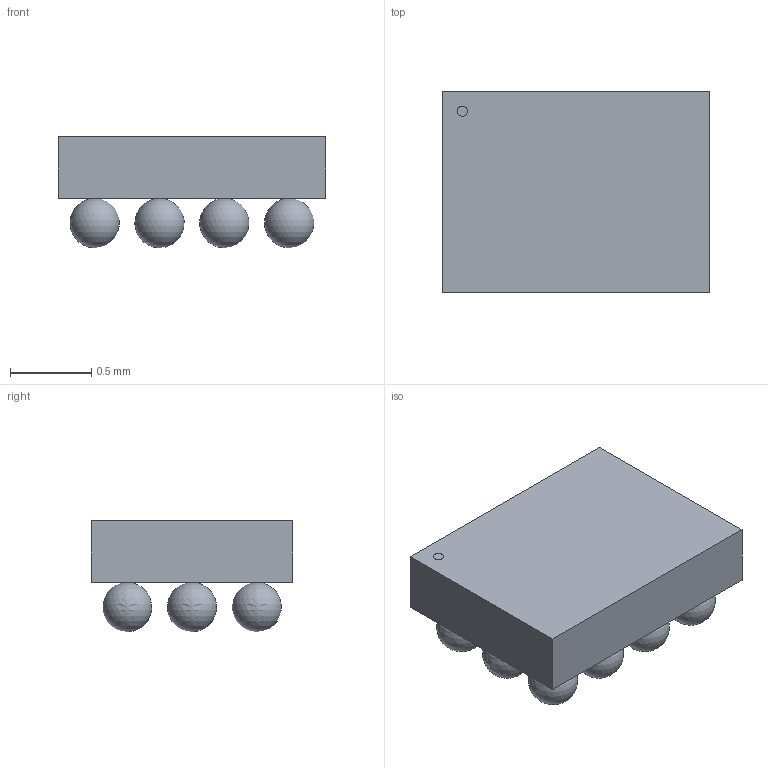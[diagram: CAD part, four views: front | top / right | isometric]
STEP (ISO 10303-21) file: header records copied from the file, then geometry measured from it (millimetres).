
FILE_DESCRIPTION(('STEP AP214'),'1');
FILE_NAME('21-100426_MXM','2021-03-12T11:46:10',(''),(''),'','','');
FILE_SCHEMA(('AUTOMOTIVE_DESIGN'));
Length unit declared in the file: millimetre
Products named in the file (1): product
Bounding box: 1.65 x 1.24 x 0.69 mm (x, y, z)
Volume: 1.1 mm3; surface area: 13.3 mm2
Topology: 26 solids, 26 shells, 33 faces, 87 edges, 58 vertices
Faces by surface type: sphere 24, plane 8, cylinder 1
Full cylindrical faces by diameter (mm): 0.062 x1
Entity records: 472 total; most frequent: DIRECTION 86, CARTESIAN_POINT 47, AXIS2_PLACEMENT_3D 37, STYLED_ITEM 33, ADVANCED_FACE 33, ORIENTED_EDGE 28, MANIFOLD_SOLID_BREP 26, CLOSED_SHELL 26
